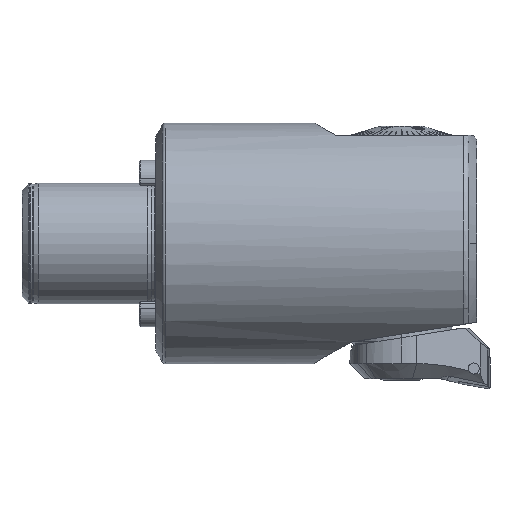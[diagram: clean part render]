
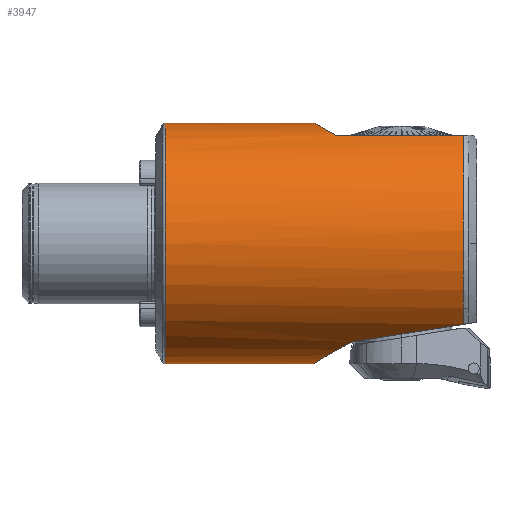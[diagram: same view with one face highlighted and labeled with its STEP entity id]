
A CAD part, front view. The second image highlights one B-rep face of the part: STEP entity #3947.
In plain terms, the highlighted cylindrical face has radius 36 mm (diameter 72 mm), a partial arc.
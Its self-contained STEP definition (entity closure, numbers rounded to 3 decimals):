
#460 = VECTOR ( 'NONE', #29985, 1000. ) ;
#769 = CARTESIAN_POINT ( 'NONE',  ( 52.522, -14.936, -32.759 ) ) ;
#866 = CARTESIAN_POINT ( 'NONE',  ( 47.13, 0., -36. ) ) ;
#977 = CARTESIAN_POINT ( 'NONE',  ( -40., 0., 0. ) ) ;
#1294 = ORIENTED_EDGE ( 'NONE', *, *, #24506, .F. ) ;
#1310 = DIRECTION ( 'NONE',  ( 0., 1., 0. ) ) ;
#1694 = CARTESIAN_POINT ( 'NONE',  ( 49.535, -9.179, 34.812 ) ) ;
#1793 = EDGE_CURVE ( 'NONE', #12437, #29498, #18900, .T. ) ;
#2225 = EDGE_CURVE ( 'NONE', #17216, #12437, #24293, .T. ) ;
#3078 = CARTESIAN_POINT ( 'NONE',  ( 57.055, -19.554, -30.258 ) ) ;
#3184 = CARTESIAN_POINT ( 'NONE',  ( 51.034, -12.898, -33.623 ) ) ;
#3401 = DIRECTION ( 'NONE',  ( 0., 0., 1. ) ) ;
#3444 = CARTESIAN_POINT ( 'NONE',  ( 79.481, -24.873, -26.162 ) ) ;
#3498 = CARTESIAN_POINT ( 'NONE',  ( 47.45, 0., 36. ) ) ;
#3813 = CARTESIAN_POINT ( 'NONE',  ( 47.13, 0., -36. ) ) ;
#3947 = ADVANCED_FACE ( 'NONE', ( #15349 ), #9017, .T. ) ;
#3985 = DIRECTION ( 'NONE',  ( -1., 0., 0. ) ) ;
#4093 = CARTESIAN_POINT ( 'NONE',  ( 50.011, -10.144, 34.543 ) ) ;
#4486 = EDGE_CURVE ( 'NONE', #29498, #30614, #21328, .T. ) ;
#4522 = CARTESIAN_POINT ( 'NONE',  ( -40., -15.588, 32.45 ) ) ;
#5118 = ORIENTED_EDGE ( 'NONE', *, *, #24863, .F. ) ;
#5621 = CARTESIAN_POINT ( 'NONE',  ( 50.001, -11.133, -34.239 ) ) ;
#6540 = CARTESIAN_POINT ( 'NONE',  ( 50.878, -11.687, 34.056 ) ) ;
#8034 = CARTESIAN_POINT ( 'NONE',  ( 49.302, -9.741, -34.661 ) ) ;
#8361 = ORIENTED_EDGE ( 'NONE', *, *, #25441, .F. ) ;
#8997 = CARTESIAN_POINT ( 'NONE',  ( 52.869, -14.548, 32.95 ) ) ;
#9017 = CYLINDRICAL_SURFACE ( 'NONE', #27584, 36. ) ;
#10038 =( BOUNDED_CURVE ( )  B_SPLINE_CURVE ( 3, ( #22647, #3444, #25110, #10726 ),
 .UNSPECIFIED., .F., .F. ) 
 B_SPLINE_CURVE_WITH_KNOTS ( ( 4, 4 ),
 ( 5.449, 5.671 ),
 .UNSPECIFIED. ) 
 CURVE ( )  GEOMETRIC_REPRESENTATION_ITEM ( )  RATIONAL_B_SPLINE_CURVE ( ( 1., 0.996, 0.996, 1. ) ) 
 REPRESENTATION_ITEM ( '' )  );
#10117 = ORIENTED_EDGE ( 'NONE', *, *, #1793, .F. ) ;
#10474 = CARTESIAN_POINT ( 'NONE',  ( 48.316, -7.32, -35.263 ) ) ;
#10655 = DIRECTION ( 'NONE',  ( -1., 0., 0. ) ) ;
#10726 = CARTESIAN_POINT ( 'NONE',  ( 58.652, -20.689, -29.461 ) ) ;
#11291 = CARTESIAN_POINT ( 'NONE',  ( 47.644, -2.925, 35.888 ) ) ;
#12437 = VERTEX_POINT ( 'NONE', #3813 ) ;
#12745 = CARTESIAN_POINT ( 'NONE',  ( 53.833, -16.467, -32.016 ) ) ;
#12836 = CARTESIAN_POINT ( 'NONE',  ( 47.51, -4.264, -35.763 ) ) ;
#13473 = AXIS2_PLACEMENT_3D ( 'NONE', #25026, #10655, #27476 ) ;
#13629 = ORIENTED_EDGE ( 'NONE', *, *, #4486, .F. ) ;
#13657 = CARTESIAN_POINT ( 'NONE',  ( 48.223, -5.813, 35.557 ) ) ;
#13690 = VERTEX_POINT ( 'NONE', #3498 ) ;
#14105 = CARTESIAN_POINT ( 'NONE',  ( 91.959, -26.665, -24.186 ) ) ;
#15156 = CARTESIAN_POINT ( 'NONE',  ( 52.839, -15.327, -32.577 ) ) ;
#15265 = CARTESIAN_POINT ( 'NONE',  ( 47.13, -1.064, -36. ) ) ;
#15349 = FACE_OUTER_BOUND ( 'NONE', #25882, .T. ) ;
#15358 = VERTEX_POINT ( 'NONE', #28074 ) ;
#15712 = DIRECTION ( 'NONE',  ( 1., 0., 0. ) ) ;
#15920 = ORIENTED_EDGE ( 'NONE', *, *, #28338, .T. ) ;
#16107 = CARTESIAN_POINT ( 'NONE',  ( 49.384, -8.849, 34.897 ) ) ;
#16149 = EDGE_CURVE ( 'NONE', #13690, #15358, #19590, .T. ) ;
#16151 = ORIENTED_EDGE ( 'NONE', *, *, #16149, .F. ) ;
#16889 = LINE ( 'NONE', #4522, #29715 ) ;
#17216 = VERTEX_POINT ( 'NONE', #18116 ) ;
#17592 = CARTESIAN_POINT ( 'NONE',  ( 51.604, -13.734, -33.289 ) ) ;
#18116 = CARTESIAN_POINT ( 'NONE',  ( 58.652, -20.689, -29.461 ) ) ;
#18275 = LINE ( 'NONE', #28111, #23148 ) ;
#18504 = CARTESIAN_POINT ( 'NONE',  ( 49.848, -9.826, 34.635 ) ) ;
#18900 = LINE ( 'NONE', #22667, #460 ) ;
#18913 = DIRECTION ( 'NONE',  ( 1., 0., 0. ) ) ;
#19429 = CARTESIAN_POINT ( 'NONE',  ( 2.887, 0., -36. ) ) ;
#19590 = B_SPLINE_CURVE_WITH_KNOTS ( 'NONE', 3,
 ( #20697, #27995, #25654, #11291, #28112, #13657, #30520, #16107, #1694, #18504, #4093, #20894, #6540, #23329, #8997, #25767 ),
 .UNSPECIFIED., .F., .F.,
 ( 4, 2, 2, 2, 2, 2, 2, 4 ),
 ( 0.019, 0.021, 0.023, 0.027, 0.029, 0.03, 0.032, 0.036 ),
 .UNSPECIFIED. ) ;
#19970 = CARTESIAN_POINT ( 'NONE',  ( 50.251, -11.582, -34.089 ) ) ;
#20058 = ORIENTED_EDGE ( 'NONE', *, *, #2225, .F. ) ;
#20697 = CARTESIAN_POINT ( 'NONE',  ( 47.45, 0., 36. ) ) ;
#20894 = CARTESIAN_POINT ( 'NONE',  ( 50.518, -11.082, 34.258 ) ) ;
#21328 = CIRCLE ( 'NONE', #13473, 36. ) ;
#22380 = CARTESIAN_POINT ( 'NONE',  ( 49.527, -10.214, -34.524 ) ) ;
#22647 = CARTESIAN_POINT ( 'NONE',  ( 91.959, -26.665, -24.186 ) ) ;
#22667 = CARTESIAN_POINT ( 'NONE',  ( -40., 0., -36. ) ) ;
#23039 = CARTESIAN_POINT ( 'NONE',  ( 91.959, -15.588, 32.45 ) ) ;
#23148 = VECTOR ( 'NONE', #3985, 1000. ) ;
#23329 = CARTESIAN_POINT ( 'NONE',  ( 52.023, -13.447, 33.417 ) ) ;
#24061 = VERTEX_POINT ( 'NONE', #14105 ) ;
#24293 = B_SPLINE_CURVE_WITH_KNOTS ( 'NONE', 3,
 ( #27177, #3078, #24623, #12745, #29603, #15156, #769, #17592, #3184, #19970, #5621, #22380, #8034, #24849, #10474, #27272, #12836, #29717, #15265, #866 ),
 .UNSPECIFIED., .F., .F.,
 ( 4, 2, 2, 2, 2, 2, 2, 2, 2, 4 ),
 ( 0.036, 0.042, 0.044, 0.045, 0.048, 0.05, 0.052, 0.055, 0.058, 0.061 ),
 .UNSPECIFIED. ) ;
#24506 = EDGE_CURVE ( 'NONE', #15358, #25482, #16889, .T. ) ;
#24623 = CARTESIAN_POINT ( 'NONE',  ( 55.56, -18.281, -31.056 ) ) ;
#24849 = CARTESIAN_POINT ( 'NONE',  ( 48.673, -8.304, -35.043 ) ) ;
#24863 = EDGE_CURVE ( 'NONE', #24061, #17216, #10038, .T. ) ;
#25026 = CARTESIAN_POINT ( 'NONE',  ( 2.887, 0., 0. ) ) ;
#25110 = CARTESIAN_POINT ( 'NONE',  ( 68.333, -22.873, -27.928 ) ) ;
#25441 = EDGE_CURVE ( 'NONE', #25482, #24061, #29719, .T. ) ;
#25482 = VERTEX_POINT ( 'NONE', #23039 ) ;
#25654 = CARTESIAN_POINT ( 'NONE',  ( 47.489, -1.462, 35.978 ) ) ;
#25767 = CARTESIAN_POINT ( 'NONE',  ( 53.786, -15.588, 32.45 ) ) ;
#25882 = EDGE_LOOP ( 'NONE', ( #10117, #20058, #5118, #8361, #1294, #16151, #15920, #13629 ) ) ;
#27177 = CARTESIAN_POINT ( 'NONE',  ( 58.652, -20.689, -29.461 ) ) ;
#27179 = DIRECTION ( 'NONE',  ( -1., 0., 0. ) ) ;
#27272 = CARTESIAN_POINT ( 'NONE',  ( 47.735, -5.301, -35.622 ) ) ;
#27476 = DIRECTION ( 'NONE',  ( 0., 0., 1. ) ) ;
#27584 = AXIS2_PLACEMENT_3D ( 'NONE', #977, #27179, #3401 ) ;
#27995 = CARTESIAN_POINT ( 'NONE',  ( 47.45, -0.731, 36. ) ) ;
#28074 = CARTESIAN_POINT ( 'NONE',  ( 53.786, -15.588, 32.45 ) ) ;
#28111 = CARTESIAN_POINT ( 'NONE',  ( -40., 0., 36. ) ) ;
#28112 = CARTESIAN_POINT ( 'NONE',  ( 47.763, -3.661, 35.821 ) ) ;
#28338 = EDGE_CURVE ( 'NONE', #13690, #30614, #18275, .T. ) ;
#29293 = CARTESIAN_POINT ( 'NONE',  ( 2.887, 0., 36. ) ) ;
#29489 = AXIS2_PLACEMENT_3D ( 'NONE', #30145, #15712, #1310 ) ;
#29498 = VERTEX_POINT ( 'NONE', #19429 ) ;
#29603 = CARTESIAN_POINT ( 'NONE',  ( 53.494, -16.092, -32.206 ) ) ;
#29715 = VECTOR ( 'NONE', #18913, 1000. ) ;
#29717 = CARTESIAN_POINT ( 'NONE',  ( 47.205, -2.132, -35.953 ) ) ;
#29719 = CIRCLE ( 'NONE', #29489, 36. ) ;
#29985 = DIRECTION ( 'NONE',  ( -1., 0., 0. ) ) ;
#30145 = CARTESIAN_POINT ( 'NONE',  ( 91.959, 0., 0. ) ) ;
#30520 = CARTESIAN_POINT ( 'NONE',  ( 48.671, -7.19, 35.301 ) ) ;
#30614 = VERTEX_POINT ( 'NONE', #29293 ) ;
